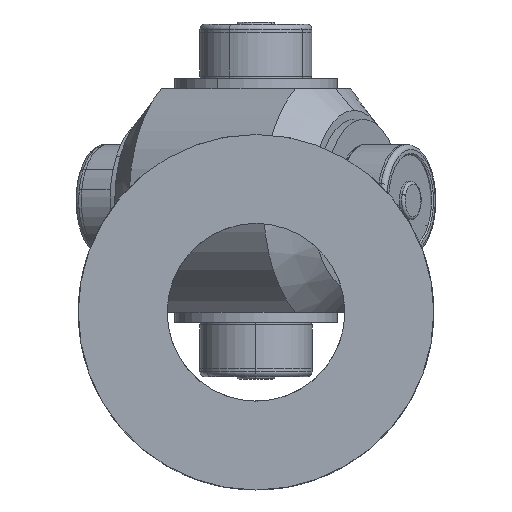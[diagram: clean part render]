
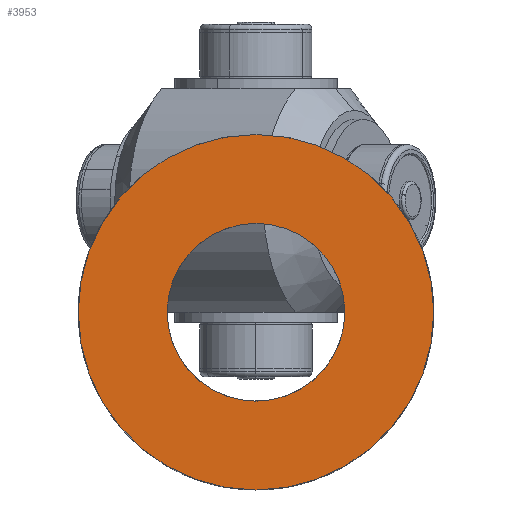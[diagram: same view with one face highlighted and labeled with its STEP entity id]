
A CAD part, left-side view. The second image highlights one B-rep face of the part: STEP entity #3953.
In plain terms, the highlighted face is planar.
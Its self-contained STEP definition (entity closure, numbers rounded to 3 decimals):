
#557=PLANE('',#7474);
#1230=VERTEX_POINT('',#6218);
#1268=VERTEX_POINT('',#6584);
#1580=CIRCLE('',#7454,1.75);
#1586=CIRCLE('',#7472,3.5);
#2006=EDGE_CURVE('',#1230,#1230,#1580,.T.);
#2058=EDGE_CURVE('',#1268,#1268,#1586,.T.);
#3048=ORIENTED_EDGE('',*,*,#2006,.T.);
#3049=ORIENTED_EDGE('',*,*,#2058,.F.);
#3419=EDGE_LOOP('',(#3048));
#3420=EDGE_LOOP('',(#3049));
#3708=FACE_BOUND('',#3419,.T.);
#3709=FACE_BOUND('',#3420,.T.);
#3953=ADVANCED_FACE('',(#3708,#3709),#557,.T.);
#5006=DIRECTION('',(0.,0.,-1.));
#5007=DIRECTION('',(1.75,0.,0.));
#5058=DIRECTION('',(0.,0.,-1.));
#5059=DIRECTION('',(3.5,0.,0.));
#5062=DIRECTION('',(0.,0.,1.));
#6217=CARTESIAN_POINT('',(0.,0.,7.));
#6218=CARTESIAN_POINT('',(-1.75,0.,7.));
#6583=CARTESIAN_POINT('',(0.,0.,7.));
#6584=CARTESIAN_POINT('',(3.5,0.,7.));
#6596=CARTESIAN_POINT('',(0.,0.,7.));
#7454=AXIS2_PLACEMENT_3D('',#6217,#5006,#5007);
#7472=AXIS2_PLACEMENT_3D('',#6583,#5058,#5059);
#7474=AXIS2_PLACEMENT_3D('',#6596,#5062,$);
